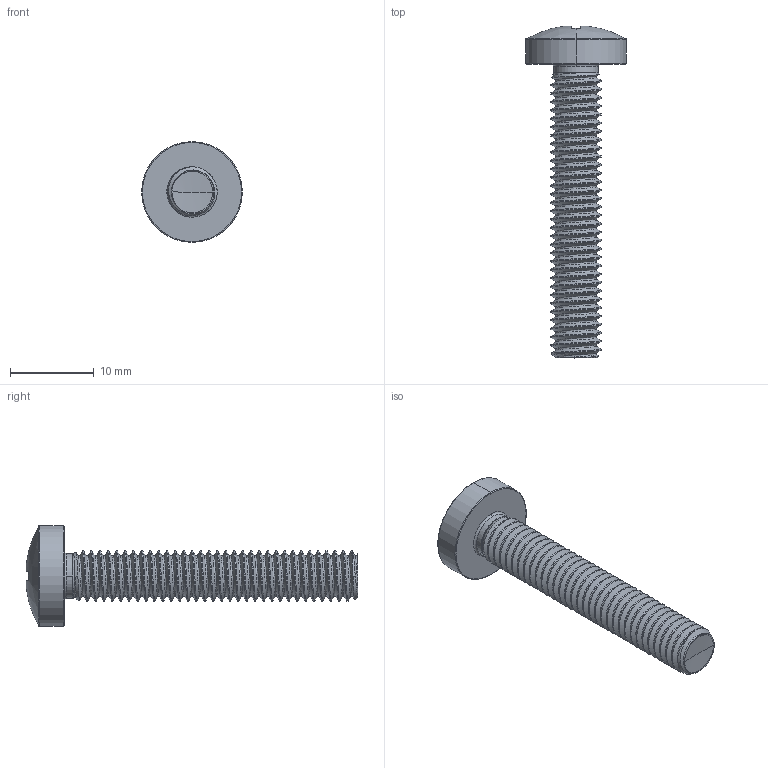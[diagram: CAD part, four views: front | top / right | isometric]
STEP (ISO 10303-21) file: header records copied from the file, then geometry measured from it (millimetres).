
FILE_DESCRIPTION (( 'STEP AP203' ), '1' );
FILE_NAME ('STM320600350.STEP', '2020-12-24T17:34:40', ( '' ), ( '' ), 'SwSTEP 2.0', 'SolidWorks 2015', '' );
FILE_SCHEMA (( 'CONFIG_CONTROL_DESIGN' ));
Length unit declared in the file: millimetre
Products named in the file (2): STM320600350
Bounding box: 12 x 39.54 x 12 mm (x, y, z)
Volume: 1198.6 mm3; surface area: 1363.7 mm2
Topology: 1 solids, 1 shells, 230 faces, 562 edges, 333 vertices
Faces by surface type: cylinder 90, bspline 46, torus 33, sphere 28, plane 22, cone 11
Entity records: 38509 total; most frequent: CARTESIAN_POINT 33687, ORIENTED_EDGE 1112, DIRECTION 877, EDGE_CURVE 556, AXIS2_PLACEMENT_3D 380, VERTEX_POINT 331, EDGE_LOOP 229, ADVANCED_FACE 228
